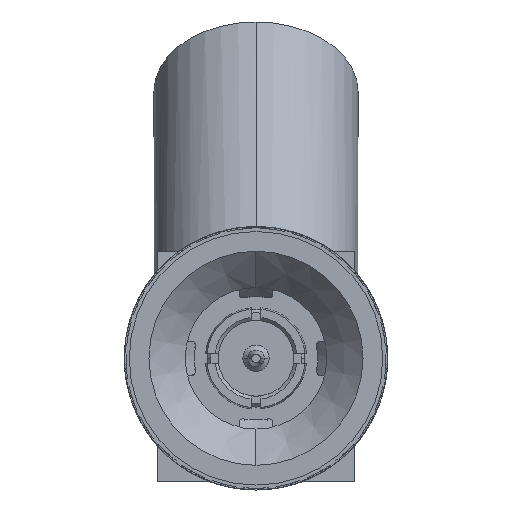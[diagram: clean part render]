
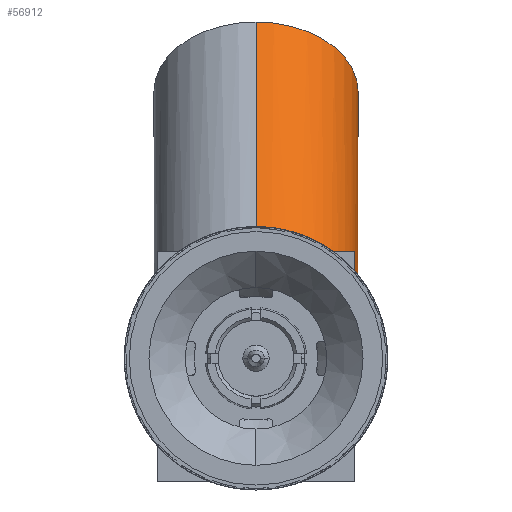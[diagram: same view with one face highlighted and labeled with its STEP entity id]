
A CAD part, left-side view. The second image highlights one B-rep face of the part: STEP entity #56912.
In plain terms, the highlighted cylindrical face has radius 3.1 mm (diameter 6.2 mm), a partial arc.
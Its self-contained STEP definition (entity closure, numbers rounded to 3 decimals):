
#53=CARTESIAN_POINT('',(15.743,0.,1.517));
#54=DIRECTION('',(-0.682,0.,-0.731));
#55=DIRECTION('',(0.184,-0.968,-0.172));
#56=AXIS2_PLACEMENT_3D('',#53,#54,#55);
#68=CARTESIAN_POINT('',(15.743,0.,1.517));
#69=DIRECTION('',(-0.682,0.,-0.731));
#70=DIRECTION('',(-0.6,-0.573,0.559));
#71=AXIS2_PLACEMENT_3D('',#68,#69,#70);
#73=CARTESIAN_POINT('',(15.743,0.,1.517));
#74=DIRECTION('',(-0.682,0.,-0.731));
#75=DIRECTION('',(0.731,0.,-0.682));
#76=AXIS2_PLACEMENT_3D('',#73,#74,#75);
#83=DIRECTION('',(-0.682,0.,-0.731));
#84=VECTOR('',#83,9.);
#85=CARTESIAN_POINT('',(19.613,0.,10.213));
#86=LINE('',#85,#84);
#87=CARTESIAN_POINT('',(21.881,0.,8.099));
#88=DIRECTION('',(-0.682,0.,-0.731));
#89=DIRECTION('',(0.731,0.,-0.682));
#90=AXIS2_PLACEMENT_3D('',#87,#88,#89);
#92=DIRECTION('',(-0.682,0.,-0.731));
#93=VECTOR('',#92,9.);
#94=CARTESIAN_POINT('',(24.148,0.,5.985));
#95=LINE('',#94,#93);
#127=CARTESIAN_POINT('',(13.884,-1.775,3.25));
#128=CARTESIAN_POINT('',(14.165,-2.07,3.25));
#129=CARTESIAN_POINT('',(14.491,-2.306,3.25));
#130=CARTESIAN_POINT('',(14.85,-2.499,3.25));
#201=CARTESIAN_POINT('',(14.85,-2.499,3.25));
#202=CARTESIAN_POINT('',(14.85,-2.643,2.961));
#203=CARTESIAN_POINT('',(14.85,-2.759,2.66));
#204=CARTESIAN_POINT('',(14.85,-2.85,2.349));
#250=CARTESIAN_POINT('',(15.743,0.,1.517));
#251=DIRECTION('',(0.682,0.,0.731));
#252=DIRECTION('',(-0.288,-0.919,0.269));
#253=AXIS2_PLACEMENT_3D('',#250,#251,#252);
#255=CARTESIAN_POINT('',(15.743,0.,1.517));
#256=DIRECTION('',(0.682,0.,0.731));
#257=DIRECTION('',(0.184,-0.968,-0.172));
#258=AXIS2_PLACEMENT_3D('',#255,#256,#257);
#50011=CARTESIAN_POINT('',(24.148,0.,5.985));
#50012=CARTESIAN_POINT('',(18.01,0.,-0.598));
#50013=VERTEX_POINT('',#50011);
#50014=VERTEX_POINT('',#50012);
#50015=CARTESIAN_POINT('',(19.613,0.,10.213));
#50016=CARTESIAN_POINT('',(13.475,0.,3.631));
#50017=VERTEX_POINT('',#50015);
#50018=VERTEX_POINT('',#50016);
#50023=CARTESIAN_POINT('',(16.314,-3.,0.984));
#50024=CARTESIAN_POINT('',(15.171,-3.,2.049));
#50025=VERTEX_POINT('',#50023);
#50026=VERTEX_POINT('',#50024);
#50035=CARTESIAN_POINT('',(13.884,-1.775,3.25));
#50036=VERTEX_POINT('',#50035);
#50038=VERTEX_POINT('',#130);
#50042=VERTEX_POINT('',#204);
#50047=CARTESIAN_POINT('',(17.6,-1.778,-0.215));
#50048=VERTEX_POINT('',#50047);
#56888=CARTESIAN_POINT('',(15.211,0.,0.947));
#56889=DIRECTION('',(0.682,0.,0.731));
#56890=DIRECTION('',(-0.731,0.,0.682));
#56891=AXIS2_PLACEMENT_3D('',#56888,#56889,#56890);
#56892=CYLINDRICAL_SURFACE('',#56891,3.1);
#56894=ORIENTED_EDGE('',*,*,#56893,.F.);
#56895=ORIENTED_EDGE('',*,*,#56869,.T.);
#56897=ORIENTED_EDGE('',*,*,#56896,.F.);
#56899=ORIENTED_EDGE('',*,*,#56898,.F.);
#56901=ORIENTED_EDGE('',*,*,#56900,.T.);
#56902=ORIENTED_EDGE('',*,*,#56881,.T.);
#56904=ORIENTED_EDGE('',*,*,#56903,.F.);
#56905=ORIENTED_EDGE('',*,*,#56843,.T.);
#56907=ORIENTED_EDGE('',*,*,#56906,.F.);
#56909=ORIENTED_EDGE('',*,*,#56908,.F.);
#56910=EDGE_LOOP('',(#56894,#56895,#56897,#56899,#56901,#56902,#56904,#56905,
#56907,#56909));
#56911=FACE_OUTER_BOUND('',#56910,.F.);
#57=CIRCLE('',#56,3.1);
#72=CIRCLE('',#71,3.1);
#77=CIRCLE('',#76,3.1);
#91=CIRCLE('',#90,3.1);
#131=B_SPLINE_CURVE_WITH_KNOTS('',3,(#127,#128,#129,#130),.UNSPECIFIED.,.F.,.F.,
(4,4),(0.,1.),.UNSPECIFIED.);
#205=B_SPLINE_CURVE_WITH_KNOTS('',3,(#201,#202,#203,#204),.UNSPECIFIED.,.F.,.F.,
(4,4),(0.,1.),.UNSPECIFIED.);
#254=CIRCLE('',#253,3.1);
#259=CIRCLE('',#258,3.1);
#56843=EDGE_CURVE('',#50025,#50026,#57,.T.);
#56869=EDGE_CURVE('',#50036,#50018,#72,.T.);
#56881=EDGE_CURVE('',#50014,#50048,#77,.T.);
#56893=EDGE_CURVE('',#50036,#50038,#131,.T.);
#56896=EDGE_CURVE('',#50017,#50018,#86,.T.);
#56898=EDGE_CURVE('',#50013,#50017,#91,.T.);
#56900=EDGE_CURVE('',#50013,#50014,#95,.T.);
#56903=EDGE_CURVE('',#50025,#50048,#259,.T.);
#56906=EDGE_CURVE('',#50042,#50026,#254,.T.);
#56908=EDGE_CURVE('',#50038,#50042,#205,.T.);
#56912=ADVANCED_FACE('',(#56911),#56892,.T.);
